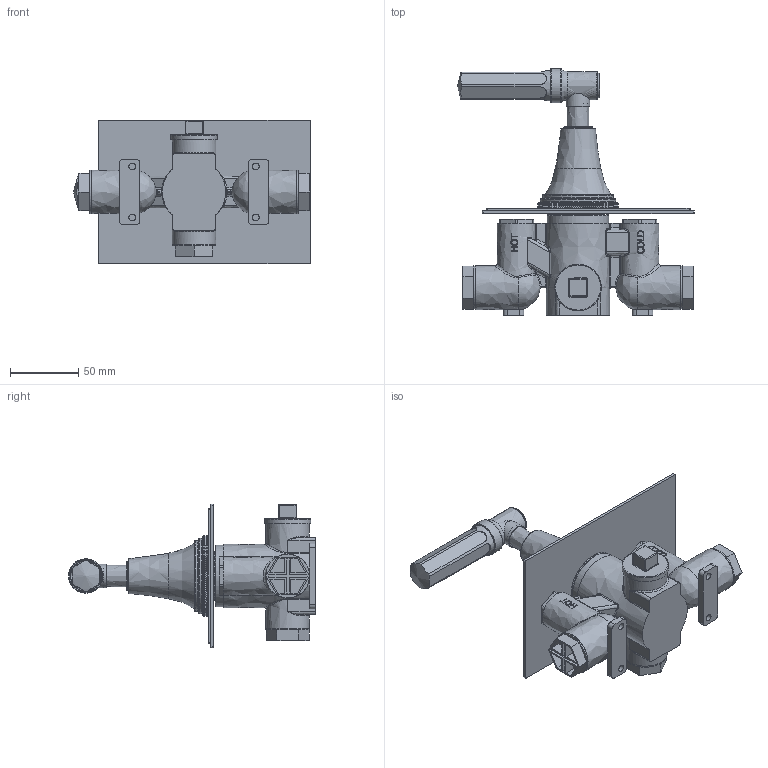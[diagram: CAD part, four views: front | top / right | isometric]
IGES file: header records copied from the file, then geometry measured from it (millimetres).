
Global section: file name: V600-T2L; native system: Autodesk Inventor 2018; preprocessor: unknown; author: adaniels; date: 20171021.103740; units: millimetre
Bounding box: 173 x 180.2 x 105 mm (x, y, z)
Volume: 446441.5 mm3; surface area: 202466.4 mm2
Topology: 46 solids, 50 shells, 2499 faces, 6396 edges, 4116 vertices
Faces by surface type: bspline 2499
